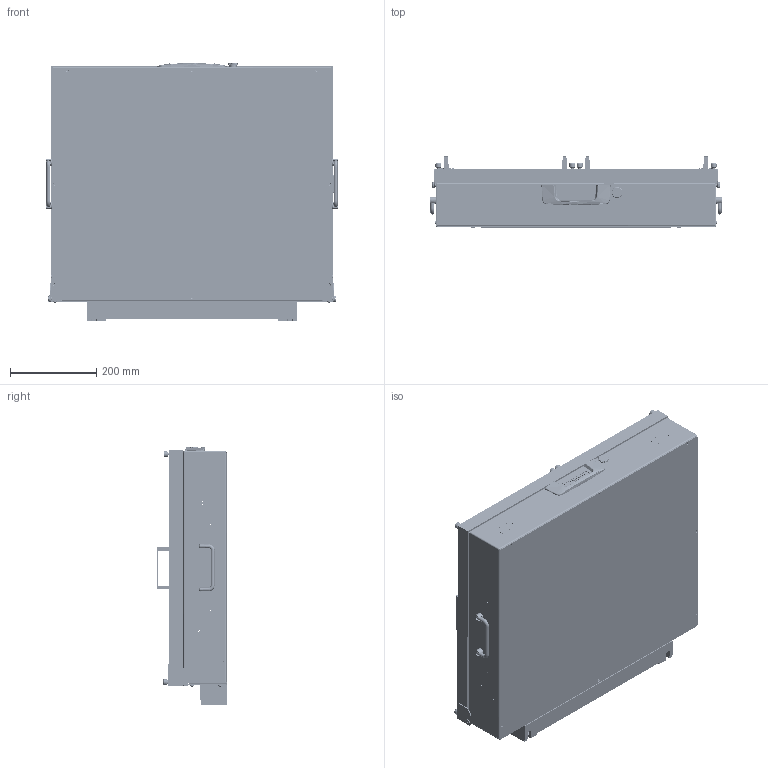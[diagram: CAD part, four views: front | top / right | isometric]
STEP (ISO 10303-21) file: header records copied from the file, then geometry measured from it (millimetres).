
FILE_DESCRIPTION (( 'STEP AP214' ), '1' );
FILE_NAME ('INGUN_114619.STEP', '2025-07-15T14:08:53', ( '' ), ( '' ), 'SwSTEP 2.0', 'SolidWorks 2023', '' );
FILE_SCHEMA (( 'AUTOMOTIVE_DESIGN' ));
Length unit declared in the file: millimetre
Products named in the file (84): DIN913~n_M03,0x06; DIN923~n_M04x03; DIN125~n_05,3 M05,0 Fase; 114196_003~0; 8078~0_flexibel <Standard>; 100974~1_S; 2196~6; 114555~0_S; 109145~1_S; ISO7380~n_M03,0x006; 112992~2_S; 8078_2~0; DIN912~n_M04,0x016; 116832~0_S; 116128~1_S; 45545~0_S; 11655~0; 113592~0_S; DIN_6799_-_A2~n_d 5; 49317~0; 116283~0_S; 110324~0_Spring Pin 3 x 14 - St; Gewindebuchse~n_M04-05,0 geschlossen; 112025~4_S; 114543~6_S; 114545~1_S; 42751~1_S; 113760~4_S; ISO7380~n_M04,0x006; 113714~1; 112024~0_S; 114548~1_S; 112034~0_S; 112838~2_S; 2229~6; 114556~0_S; 1607~1; DIN985-A2~n_M04,0; 8078_1~0; 112026~0_Mitte<S> ...
Assembly tree (221 placements, depth 5):
  INGUN_114619
    113700~4_S
      113701~2_S
      32171~1_S
      112992~2_S  x2
      49317~0  x2
      114196~0  x2
        114196_001~0
        114196_002~0
        114196_003~0
        114196_004~0_S
      DIN912~n_M04,0x016
      112024~0_S
      112025~4_S
      DIN125~n_04,3 M04,0
      DIN985-A2~n_M04,0
      112026~0_Mitte<S>
      ISO7380~n_M03,0x005
      114364~0_S
      DIN934~n_M04,0 A2
      116832~0_S
        116542~2_S
        DIN913~n_M03,0x06
        114364~0_S
    114543~6_S
      115770~1_S
        114545~1_S
        Gewindebuchse~n_M04-07,5 offen  x8
        Gewindebuchse~n_M04-05,0 geschlossen  x7
      114548~1_S  x2
      114555~0_S  x2
        100974~1_S
        100974~1_S
        100974~1_S
        100974~1_S
      113760~4_S
      114556~0_S
      105791~0  x8
      ASR~asr_Øi05,2x03xØa10  x12
      112838~2_S  x8
      42751~1_S
      1607~1  x4
      ISO7380~n_M04,0x012  x8
      19420~3  x2
      11657~0  x2
      11655~0  x2
      ISO7380~n_M03,0x006  x8
      ISO7380~n_M03,0x008  x7
      DIN7~n_04,0m6x004  x4
      DIN_6799_-_A2~n_d 5  x8
      DIN985-A2~n_M04,0  x2
      2196~6  x4
      DIN7991~n_M04,0x012  x4
      2229~6  x4
      5332~0  x2
      INFO_4562~3_Typenschild 1010
      114607~0_S
      116128~1_S  x2
      116281~0_S  x2
        116282~0_S
Bounding box: 674 x 163.94 x 598.1 mm (x, y, z)
Volume: 7768680.6 mm3; surface area: 3618777 mm2
Topology: 223 solids, 223 shells, 10959 faces, 25938 edges, 15952 vertices
Faces by surface type: plane 4099, cylinder 3573, bspline 2379, cone 670, torus 222, sphere 16
Entity records: 239961 total; most frequent: CARTESIAN_POINT 121055, ORIENTED_EDGE 26452, DIRECTION 18435, EDGE_CURVE 13226, VERTEX_POINT 7889, AXIS2_PLACEMENT_3D 6945, EDGE_LOOP 6349, ADVANCED_FACE 5714
